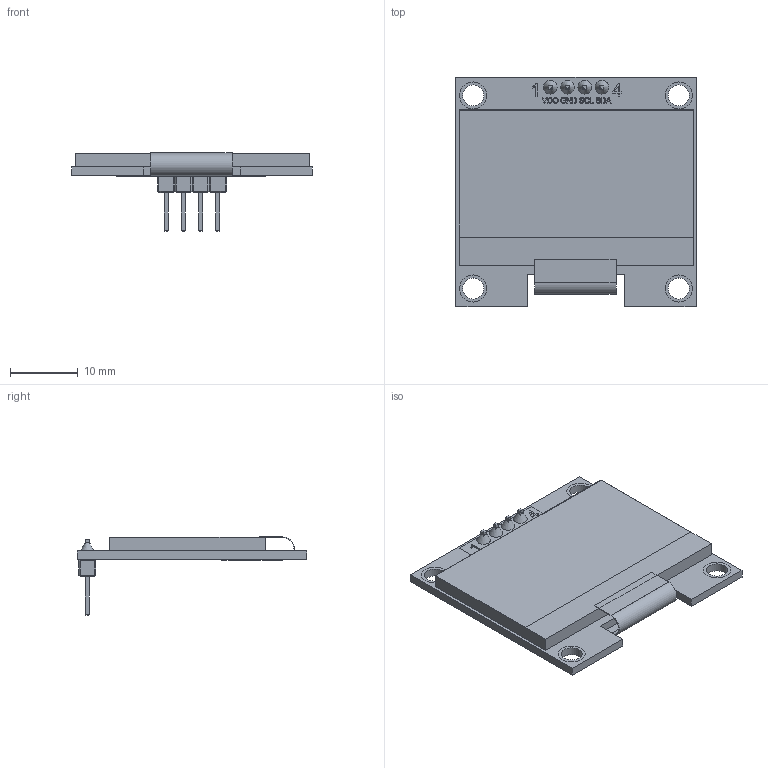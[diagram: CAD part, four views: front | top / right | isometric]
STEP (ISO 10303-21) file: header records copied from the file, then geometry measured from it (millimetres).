
FILE_DESCRIPTION(('FreeCAD Model'),'2;1');
FILE_NAME('Open CASCADE Shape Model','2023-08-01T18:05:48',(''),(''), 'Open CASCADE STEP processor 7.7','FreeCAD','Unknown');
FILE_SCHEMA(('AUTOMOTIVE_DESIGN { 1 0 10303 214 1 1 1 1 }'));
Length unit declared in the file: millimetre
Products named in the file (7): OLED; Печатная плата; Контактные ножки; Body001; Шлейф дисплея; Дисплей; Надписи
Assembly tree (9 placements, depth 3):
  OLED
    Печатная плата
    Контактные ножки
      Body001  x4
    Шлейф дисплея
    Дисплей
    Надписи
Bounding box: 35.4 x 33.8 x 11.5 mm (x, y, z)
Volume: 3077.1 mm3; surface area: 5203.2 mm2
Topology: 8 solids, 8 shells, 540 faces, 1332 edges, 848 vertices
Faces by surface type: plane 345, extrusion 185, cylinder 6, cone 4
Full cylindrical faces by diameter (mm): 3.1 x4
Entity records: 28137 total; most frequent: CARTESIAN_POINT 6069, DIRECTION 2960, VECTOR 2446, LINE 2261, ORIENTED_EDGE 2046, PCURVE 2046, DEFINITIONAL_REPRESENTATION 2046, EDGE_CURVE 1023
